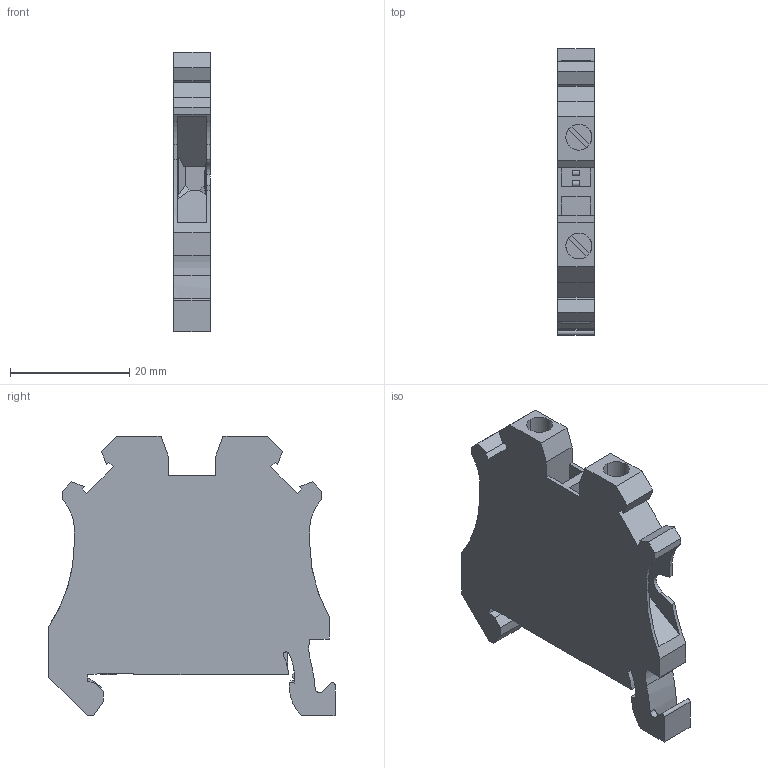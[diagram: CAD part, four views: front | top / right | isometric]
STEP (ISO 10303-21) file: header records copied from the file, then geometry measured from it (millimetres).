
FILE_DESCRIPTION(('Creo Elements/Direct Modeling STEP Export'),'2;1');
FILE_NAME('model.stp','2019-01-14T10:50:28',(''),(''),'Creo Elements/Direct Modeling STEP processor for AP214 (Solid Model)','Creo Elements/Direct Modeling 18.1I 14-Aug-2016 (C) Parametric Technology GmbH','');
FILE_SCHEMA(('AUTOMOTIVE_DESIGN { 1 0 10303 214 1 1 1 1 }'));
Length unit declared in the file: millimetre
Products named in the file (2): UT_4_PE-SELECT
Assembly tree (1 placements, depth 2):
  UT_4_PE-SELECT
    UT_4_PE-SELECT
Bounding box: 6.15 x 48 x 46.85 mm (x, y, z)
Volume: 8347.3 mm3; surface area: 5771.1 mm2
Topology: 1 solids, 1 shells, 184 faces, 530 edges, 350 vertices
Faces by surface type: plane 149, cylinder 35
Entity records: 7273 total; most frequent: ORIENTED_EDGE 1060, CARTESIAN_POINT 1016, DIRECTION 914, EDGE_CURVE 530, VECTOR 418, LINE 418, VERTEX_POINT 350, AXIS2_PLACEMENT_3D 248
